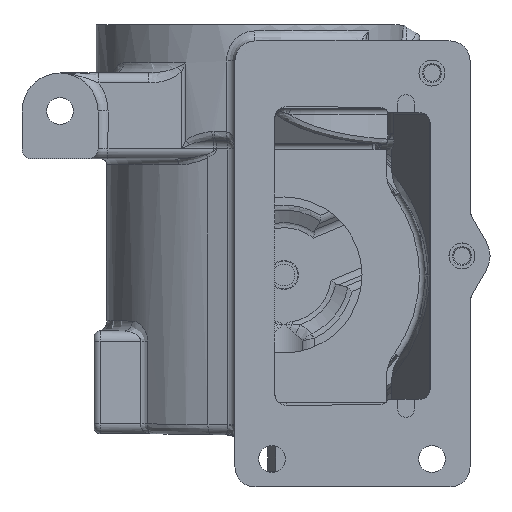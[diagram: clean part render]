
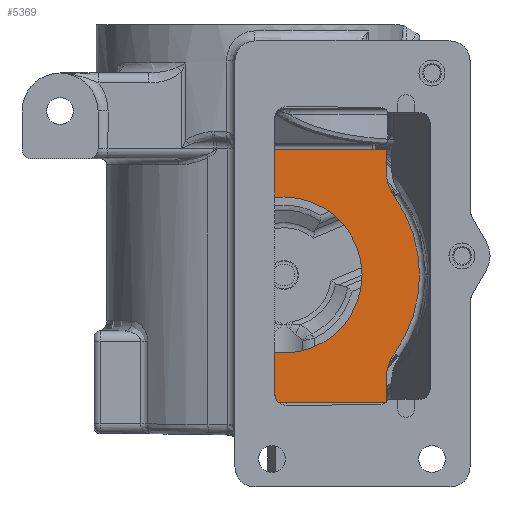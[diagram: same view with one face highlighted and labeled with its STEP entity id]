
A CAD part, front view. The second image highlights one B-rep face of the part: STEP entity #5369.
In plain terms, the highlighted planar face has unit normal (0, -1, 0).
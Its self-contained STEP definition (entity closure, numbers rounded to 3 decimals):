
#481 = EDGE_LOOP ( 'NONE', ( #19666, #19660, #19657, #19655, #19653, #19645, #19638, #19633, #19629 ) ) ;
#484 = EDGE_LOOP ( 'NONE', ( #19624, #19618 ) ) ;
#5369 = ADVANCED_FACE ( 'NONE', ( #32096, #32102 ), #30407, .F. ) ;
#7410 = VECTOR ( 'NONE', #15694, 1000. ) ;
#7413 = LINE ( 'NONE', #15667, #7427 ) ;
#7425 = LINE ( 'NONE', #15663, #7429 ) ;
#7427 = VECTOR ( 'NONE', #15668, 1000. ) ;
#7429 = VECTOR ( 'NONE', #15670, 1000. ) ;
#7431 = VECTOR ( 'NONE', #15708, 1000. ) ;
#7433 = LINE ( 'NONE', #15671, #7435 ) ;
#7435 = VECTOR ( 'NONE', #15672, 1000. ) ;
#7438 = LINE ( 'NONE', #15693, #7410 ) ;
#7440 = LINE ( 'NONE', #15707, #7431 ) ;
#15663 = CARTESIAN_POINT ( 'NONE',  ( -60.745, -18.5, 62.757 ) ) ;
#15667 = CARTESIAN_POINT ( 'NONE',  ( 500000., -18.5, -67.746 ) ) ;
#15668 = DIRECTION ( 'NONE',  ( 1., 0., 0. ) ) ;
#15670 = DIRECTION ( 'NONE',  ( -1., 0., 0. ) ) ;
#15671 = CARTESIAN_POINT ( 'NONE',  ( 68.177, -18.5, 64.858 ) ) ;
#15672 = DIRECTION ( 'NONE',  ( 0., 0., 1. ) ) ;
#15673 = CARTESIAN_POINT ( 'NONE',  ( 68.177, -18.5, -51.237 ) ) ;
#15676 = CARTESIAN_POINT ( 'NONE',  ( 68.177, -18.5, 62.931 ) ) ;
#15677 = CARTESIAN_POINT ( 'NONE',  ( 72.189, -18.5, 39.29 ) ) ;
#15678 = CARTESIAN_POINT ( 'NONE',  ( 68.177, -18.5, -50.16 ) ) ;
#15679 = CARTESIAN_POINT ( 'NONE',  ( 68.275, -18.5, -49.096 ) ) ;
#15680 = CARTESIAN_POINT ( 'NONE',  ( 68.551, -18.5, -47.52 ) ) ;
#15681 = CARTESIAN_POINT ( 'NONE',  ( 68.664, -18.5, -46.997 ) ) ;
#15682 = CARTESIAN_POINT ( 'NONE',  ( 68.934, -18.5, -45.958 ) ) ;
#15683 = CARTESIAN_POINT ( 'NONE',  ( 69.09, -18.5, -45.443 ) ) ;
#15684 = CARTESIAN_POINT ( 'NONE',  ( 69.612, -18.5, -43.929 ) ) ;
#15685 = CARTESIAN_POINT ( 'NONE',  ( 70.033, -18.5, -42.956 ) ) ;
#15686 = CARTESIAN_POINT ( 'NONE',  ( 71.01, -18.5, -41.074 ) ) ;
#15687 = CARTESIAN_POINT ( 'NONE',  ( 71.565, -18.5, -40.165 ) ) ;
#15688 = CARTESIAN_POINT ( 'NONE',  ( 72.189, -18.5, -39.29 ) ) ;
#15690 = CARTESIAN_POINT ( 'NONE',  ( 65.947, -18.5, 62.838 ) ) ;
#15691 = CARTESIAN_POINT ( 'NONE',  ( 63.716, -18.5, 62.757 ) ) ;
#15692 = CARTESIAN_POINT ( 'NONE',  ( 61.483, -18.5, 62.757 ) ) ;
#15693 = CARTESIAN_POINT ( 'NONE',  ( -56.551, -18.5, 64.858 ) ) ;
#15694 = DIRECTION ( 'NONE',  ( 0., 0., -1. ) ) ;
#15696 = CARTESIAN_POINT ( 'NONE',  ( 71.566, -18.5, 40.165 ) ) ;
#15697 = CARTESIAN_POINT ( 'NONE',  ( 71.01, -18.5, 41.074 ) ) ;
#15698 = CARTESIAN_POINT ( 'NONE',  ( 70.032, -18.5, 42.958 ) ) ;
#15699 = CARTESIAN_POINT ( 'NONE',  ( 69.61, -18.5, 43.933 ) ) ;
#15700 = CARTESIAN_POINT ( 'NONE',  ( 69.088, -18.5, 45.451 ) ) ;
#15701 = CARTESIAN_POINT ( 'NONE',  ( 68.931, -18.5, 45.967 ) ) ;
#15702 = CARTESIAN_POINT ( 'NONE',  ( 68.663, -18.5, 47.003 ) ) ;
#15703 = CARTESIAN_POINT ( 'NONE',  ( 68.55, -18.5, 47.524 ) ) ;
#15704 = CARTESIAN_POINT ( 'NONE',  ( 68.275, -18.5, 49.098 ) ) ;
#15705 = CARTESIAN_POINT ( 'NONE',  ( 68.177, -18.5, 50.16 ) ) ;
#15706 = CARTESIAN_POINT ( 'NONE',  ( 68.177, -18.5, 51.237 ) ) ;
#15707 = CARTESIAN_POINT ( 'NONE',  ( 68.177, -18.5, 64.858 ) ) ;
#15708 = DIRECTION ( 'NONE',  ( 0., 0., 1. ) ) ;
#19273 = CIRCLE ( 'NONE', #47550, 39. ) ;
#19618 = ORIENTED_EDGE ( 'NONE', *, *, #93348, .F. ) ;
#19624 = ORIENTED_EDGE ( 'NONE', *, *, #92730, .F. ) ;
#19629 = ORIENTED_EDGE ( 'NONE', *, *, #78461, .T. ) ;
#19633 = ORIENTED_EDGE ( 'NONE', *, *, #78469, .T. ) ;
#19638 = ORIENTED_EDGE ( 'NONE', *, *, #78474, .T. ) ;
#19645 = ORIENTED_EDGE ( 'NONE', *, *, #78473, .T. ) ;
#19653 = ORIENTED_EDGE ( 'NONE', *, *, #93413, .T. ) ;
#19655 = ORIENTED_EDGE ( 'NONE', *, *, #78467, .T. ) ;
#19657 = ORIENTED_EDGE ( 'NONE', *, *, #78463, .T. ) ;
#19660 = ORIENTED_EDGE ( 'NONE', *, *, #78460, .T. ) ;
#19666 = ORIENTED_EDGE ( 'NONE', *, *, #78471, .T. ) ;
#26206 = CARTESIAN_POINT ( 'NONE',  ( 17., -18.5, 0. ) ) ;
#26215 = DIRECTION ( 'NONE',  ( 0., -1., 0. ) ) ;
#26217 = DIRECTION ( 'NONE',  ( 0., 0., 1. ) ) ;
#30406 = CARTESIAN_POINT ( 'NONE',  ( 500000., -18.5, 64.858 ) ) ;
#30407 = PLANE ( 'NONE',  #35798 ) ;
#30415 = DIRECTION ( 'NONE',  ( 0., 1., 0. ) ) ;
#30416 = DIRECTION ( 'NONE',  ( 0., 0., 1. ) ) ;
#32096 = FACE_OUTER_BOUND ( 'NONE', #481, .T. ) ;
#32102 = FACE_BOUND ( 'NONE', #484, .T. ) ;
#35798 = AXIS2_PLACEMENT_3D ( 'NONE', #30406, #30415, #30416 ) ;
#37030 = B_SPLINE_CURVE_WITH_KNOTS ( 'NONE', 3,
 ( #15673, #15678, #15679, #15680, #15681, #15682, #15683, #15684, #15685, #15686, #15687, #15688 ),
 .UNSPECIFIED., .F., .F.,
 ( 4, 2, 2, 2, 2, 4 ),
 ( 0., 0.003, 0.005, 0.006, 0.01, 0.013 ),
 .UNSPECIFIED. ) ;
#37031 = B_SPLINE_CURVE_WITH_KNOTS ( 'NONE', 3,
 ( #15676, #15690, #15691, #15692 ),
 .UNSPECIFIED., .F., .F.,
 ( 4, 4 ),
 ( 0.002, 0.009 ),
 .UNSPECIFIED. ) ;
#37032 = B_SPLINE_CURVE_WITH_KNOTS ( 'NONE', 3,
 ( #15677, #15696, #15697, #15698, #15699, #15700, #15701, #15702, #15703, #15704, #15705, #15706 ),
 .UNSPECIFIED., .F., .F.,
 ( 4, 2, 2, 2, 2, 4 ),
 ( 0., 0.003, 0.006, 0.008, 0.01, 0.013 ),
 .UNSPECIFIED. ) ;
#37942 = CARTESIAN_POINT ( 'NONE',  ( -22., -18.5, 0. ) ) ;
#37943 = CARTESIAN_POINT ( 'NONE',  ( 56., -18.5, 0. ) ) ;
#38036 = CARTESIAN_POINT ( 'NONE',  ( 72.189, -18.5, 39.29 ) ) ;
#38037 = CARTESIAN_POINT ( 'NONE',  ( 72.189, -18.5, -39.29 ) ) ;
#47550 = AXIS2_PLACEMENT_3D ( 'NONE', #26206, #26215, #26217 ) ;
#48408 = AXIS2_PLACEMENT_3D ( 'NONE', #97522, #97529, #97530 ) ;
#48455 = AXIS2_PLACEMENT_3D ( 'NONE', #97661, #97662, #97663 ) ;
#57868 = CIRCLE ( 'NONE', #48408, 39. ) ;
#57912 = CIRCLE ( 'NONE', #48455, 67.746 ) ;
#68727 = CARTESIAN_POINT ( 'NONE',  ( 68.177, -18.5, -67.746 ) ) ;
#68739 = CARTESIAN_POINT ( 'NONE',  ( 61.483, -18.5, 62.757 ) ) ;
#68741 = CARTESIAN_POINT ( 'NONE',  ( 68.177, -18.5, 62.931 ) ) ;
#68744 = CARTESIAN_POINT ( 'NONE',  ( 68.177, -18.5, 51.237 ) ) ;
#68745 = CARTESIAN_POINT ( 'NONE',  ( 68.177, -18.5, -51.237 ) ) ;
#68746 = CARTESIAN_POINT ( 'NONE',  ( -56.551, -18.5, 62.757 ) ) ;
#68749 = CARTESIAN_POINT ( 'NONE',  ( -56.551, -18.5, -67.746 ) ) ;
#78460 = EDGE_CURVE ( 'NONE', #95054, #95053, #7413, .T. ) ;
#78461 = EDGE_CURVE ( 'NONE', #95043, #95050, #7425, .T. ) ;
#78463 = EDGE_CURVE ( 'NONE', #95053, #95049, #7433, .T. ) ;
#78467 = EDGE_CURVE ( 'NONE', #95049, #91613, #37030, .T. ) ;
#78469 = EDGE_CURVE ( 'NONE', #95045, #95043, #37031, .T. ) ;
#78471 = EDGE_CURVE ( 'NONE', #95050, #95054, #7438, .T. ) ;
#78473 = EDGE_CURVE ( 'NONE', #91611, #95048, #37032, .T. ) ;
#78474 = EDGE_CURVE ( 'NONE', #95048, #95045, #7440, .T. ) ;
#91439 = VERTEX_POINT ( 'NONE', #37942 ) ;
#91441 = VERTEX_POINT ( 'NONE', #37943 ) ;
#91611 = VERTEX_POINT ( 'NONE', #38036 ) ;
#91613 = VERTEX_POINT ( 'NONE', #38037 ) ;
#92730 = EDGE_CURVE ( 'NONE', #91439, #91441, #19273, .T. ) ;
#93348 = EDGE_CURVE ( 'NONE', #91441, #91439, #57868, .T. ) ;
#93413 = EDGE_CURVE ( 'NONE', #91613, #91611, #57912, .T. ) ;
#95043 = VERTEX_POINT ( 'NONE', #68739 ) ;
#95045 = VERTEX_POINT ( 'NONE', #68741 ) ;
#95048 = VERTEX_POINT ( 'NONE', #68744 ) ;
#95049 = VERTEX_POINT ( 'NONE', #68745 ) ;
#95050 = VERTEX_POINT ( 'NONE', #68746 ) ;
#95053 = VERTEX_POINT ( 'NONE', #68727 ) ;
#95054 = VERTEX_POINT ( 'NONE', #68749 ) ;
#97522 = CARTESIAN_POINT ( 'NONE',  ( 17., -18.5, 0. ) ) ;
#97529 = DIRECTION ( 'NONE',  ( 0., -1., 0. ) ) ;
#97530 = DIRECTION ( 'NONE',  ( 0., 0., 1. ) ) ;
#97661 = CARTESIAN_POINT ( 'NONE',  ( 17., -18.5, 0. ) ) ;
#97662 = DIRECTION ( 'NONE',  ( 0., -1., 0. ) ) ;
#97663 = DIRECTION ( 'NONE',  ( 0., 0., 1. ) ) ;
